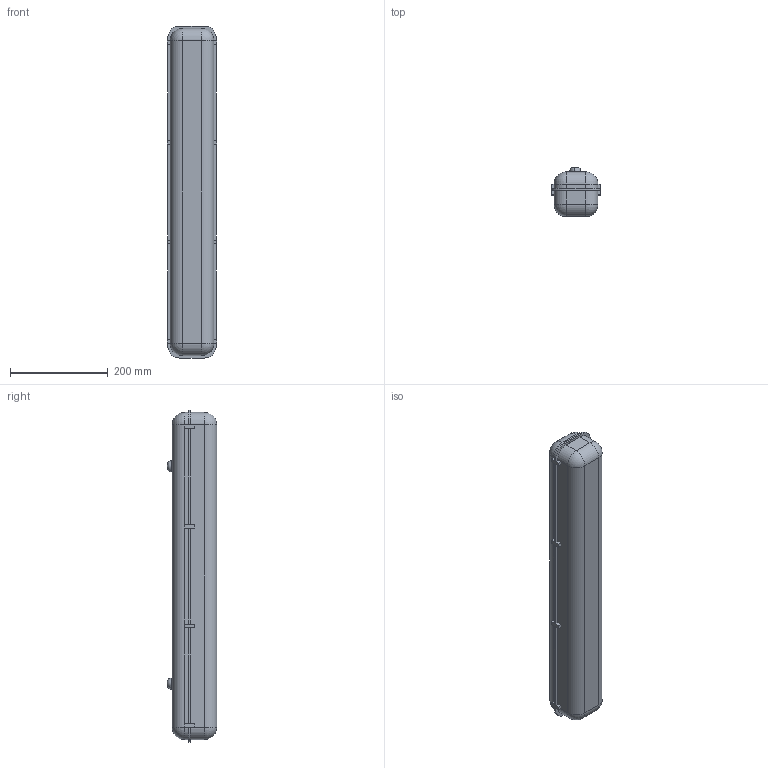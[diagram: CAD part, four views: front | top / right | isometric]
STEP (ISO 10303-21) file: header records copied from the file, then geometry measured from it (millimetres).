
FILE_DESCRIPTION (( 'STEP AP214' ), '1' );
FILE_NAME ('ARCTIC 118 (PC_SMC) HF.STEP', '2018-07-02T15:22:33', ( '' ), ( '' ), 'SwSTEP 2.0', 'SolidWorks 2013', '' );
FILE_SCHEMA (( 'AUTOMOTIVE_DESIGN' ));
Length unit declared in the file: millimetre
Products named in the file (3): 1; ARCTIC 118 (PC_SMC) HF; 2
Assembly tree (2 placements, depth 2):
  ARCTIC 118 (PC_SMC) HF
    1
    2
Bounding box: 102 x 101.29 x 680 mm (x, y, z)
Volume: 533992.1 mm3; surface area: 482492.7 mm2
Topology: 2 solids, 2 shells, 181 faces, 478 edges, 280 vertices
Faces by surface type: plane 113, cylinder 48, sphere 16, torus 2, bspline 2
Entity records: 7831 total; most frequent: CARTESIAN_POINT 1314, DIRECTION 926, ORIENTED_EDGE 924, EDGE_CURVE 462, VECTOR 358, LINE 358, AXIS2_PLACEMENT_3D 284, VERTEX_POINT 280
